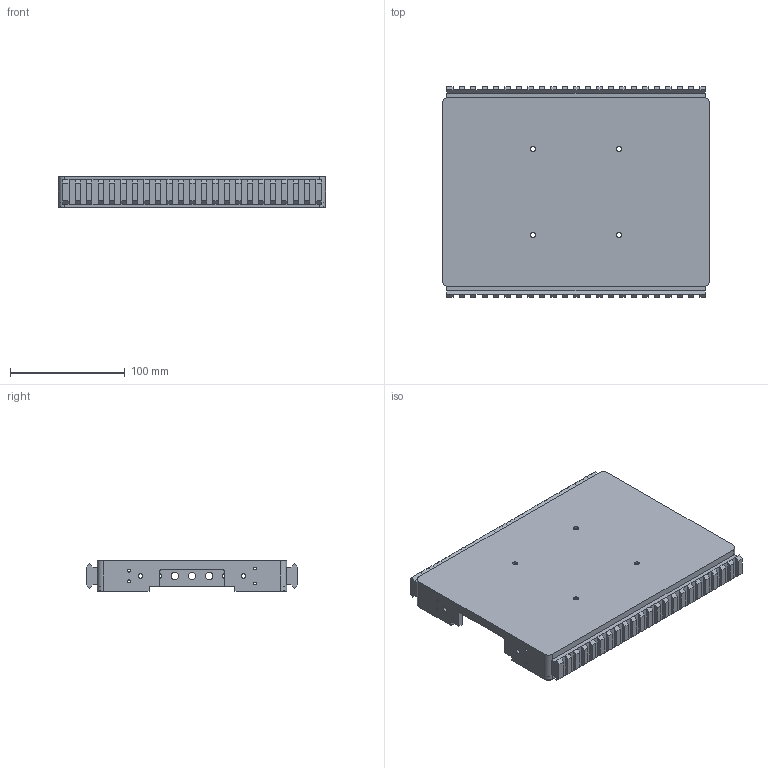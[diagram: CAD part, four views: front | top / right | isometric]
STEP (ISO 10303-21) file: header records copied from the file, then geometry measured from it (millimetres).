
FILE_DESCRIPTION(/* description */ ('STEP AP242','CAx-IF Rec.Pracs.---Representation and Presentation of Product Manufacturing Information (PMI)---4.0---2014-10-13','CAx-IF Rec.Pracs.---3D Tessellated Geometry---0.4---2014-09-14','2;1'),/* implementation_level */ '2;1');
FILE_NAME(/* name */ '68521b1ca033cf7288cd4a32',/* time_stamp */ '2025-06-18T01:49:17Z',/* author */ (''),/* organization */ (''),/* preprocessor_version */ 'ST-DEVELOPER v20',/* originating_system */ 'ONSHAPE BY PTC INC, 1.199',/* authorisation */ ' ');
FILE_SCHEMA (('AP242_MANAGED_MODEL_BASED_3D_ENGINEERING_MIM_LF { 1 0 10303 442 1 1 4 }'));
Length unit declared in the file: metre
Products named in the file (1): Main Body
Bounding box: 232.92 x 183.74 x 27 mm (x, y, z)
Volume: 209177.4 mm3; surface area: 130776.6 mm2
Topology: 1 solids, 1 shells, 398 faces, 988 edges, 599 vertices
Faces by surface type: plane 343, cylinder 47, cone 8
Full cylindrical faces by diameter (mm): 2.5 x8, 3.25 x8, 4 x4, 4.5 x4, 6.5 x5
Entity records: 11242 total; most frequent: CARTESIAN_POINT 1933, ORIENTED_EDGE 1874, DIRECTION 1834, EDGE_CURVE 937, LINE 830, VECTOR 830, VERTEX_POINT 585, AXIS2_PLACEMENT_3D 502
